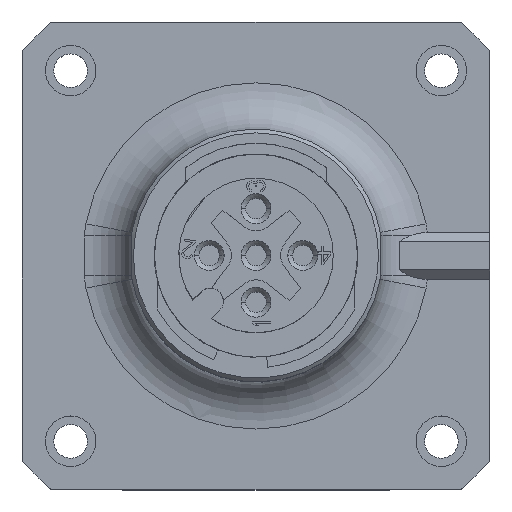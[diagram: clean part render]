
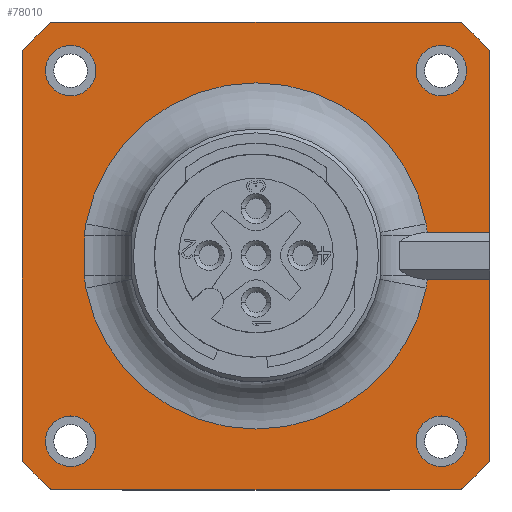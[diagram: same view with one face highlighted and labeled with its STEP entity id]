
A CAD part, top view. The second image highlights one B-rep face of the part: STEP entity #78010.
In plain terms, the highlighted planar face has unit normal (0, 0, 1).
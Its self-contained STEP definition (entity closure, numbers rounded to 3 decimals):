
#57460=CARTESIAN_POINT('',(9.089,1.718,
-0.95));
#57470=VERTEX_POINT('',#57460);
#57500=CARTESIAN_POINT('',(5.65,1.068,-0.95));
#57510=DIRECTION('',(0.,0.,1.));
#57520=DIRECTION('',(0.996,0.088,0.));
#57530=AXIS2_PLACEMENT_3D('',#57500,#57510,#57520);
#57540=CIRCLE('',#57530,3.5);
#57550=CARTESIAN_POINT('',(9.145,1.25,-0.95));
#57560=VERTEX_POINT('',#57550);
#57570=EDGE_CURVE('',#57560,#57470,#57540,.T.);
#59110=CARTESIAN_POINT('',(12.5,10.923,-0.95));
#59120=VERTEX_POINT('',#59110);
#59890=CARTESIAN_POINT('',(12.5,-10.923,-0.95));
#59900=VERTEX_POINT('',#59890);
#59930=CARTESIAN_POINT('',(12.5,0.,-0.95));
#59940=DIRECTION('',(0.,-1.,0.));
#59950=VECTOR('',#59940,1.);
#59960=LINE('',#59930,#59950);
#59970=CARTESIAN_POINT('',(12.5,-1.25,-0.95));
#59980=VERTEX_POINT('',#59970);
#59990=EDGE_CURVE('',#59980,#59900,#59960,.T.);
#60210=CARTESIAN_POINT('',(12.5,1.25,-0.95));
#60220=VERTEX_POINT('',#60210);
#60250=CARTESIAN_POINT('',(12.5,0.,-0.95));
#60260=DIRECTION('',(0.,1.,0.));
#60270=VECTOR('',#60260,1.);
#60280=LINE('',#60250,#60270);
#60290=EDGE_CURVE('',#60220,#59120,#60280,.T.);
#75500=CARTESIAN_POINT('',(0.,0.,-0.95));
#75510=DIRECTION('',(0.,0.,-1.));
#75520=DIRECTION('',(0.707,0.707,0.));
#75530=AXIS2_PLACEMENT_3D('',#75500,#75510,#75520);
#75540=CIRCLE('',#75530,16.6);
#75550=CARTESIAN_POINT('',(11.738,11.738,
-0.95));
#75560=VERTEX_POINT('',#75550);
#75570=EDGE_CURVE('',#75560,#59120,#75540,.T.);
#76080=CARTESIAN_POINT('',(-1.525,-10.775,-0.95));
#76090=DIRECTION('',(-0.,0.,1.));
#76100=DIRECTION('',(0.707,-0.707,0.));
#76110=AXIS2_PLACEMENT_3D('',#76080,#76090,#76100);
#76120=PLANE('',#76110);
#76130=CARTESIAN_POINT('',(9.9,-9.9,-0.95));
#76140=DIRECTION('',(0.,0.,1.));
#76150=DIRECTION('',(-1.,0.,0.));
#76160=AXIS2_PLACEMENT_3D('',#76130,#76140,#76150);
#76170=CIRCLE('',#76160,1.35);
#76180=CARTESIAN_POINT('',(11.25,-9.9,-0.95));
#76190=VERTEX_POINT('',#76180);
#76200=CARTESIAN_POINT('',(8.55,-9.9,-0.95));
#76210=VERTEX_POINT('',#76200);
#76220=EDGE_CURVE('',#76190,#76210,#76170,.T.);
#76230=ORIENTED_EDGE('',*,*,#76220,.F.);
#76240=EDGE_CURVE('',#76210,#76190,#76170,.T.);
#76250=ORIENTED_EDGE('',*,*,#76240,.F.);
#76260=EDGE_LOOP('',(#76250,#76230));
#76270=FACE_BOUND('',#76260,.T.);
#76280=CARTESIAN_POINT('',(9.9,9.9,-0.95));
#76290=DIRECTION('',(0.,0.,1.));
#76300=DIRECTION('',(-1.,0.,0.));
#76310=AXIS2_PLACEMENT_3D('',#76280,#76290,#76300);
#76320=CIRCLE('',#76310,1.35);
#76330=CARTESIAN_POINT('',(11.25,9.9,-0.95));
#76340=VERTEX_POINT('',#76330);
#76350=CARTESIAN_POINT('',(8.55,9.9,-0.95));
#76360=VERTEX_POINT('',#76350);
#76370=EDGE_CURVE('',#76340,#76360,#76320,.T.);
#76380=ORIENTED_EDGE('',*,*,#76370,.F.);
#76390=EDGE_CURVE('',#76360,#76340,#76320,.T.);
#76400=ORIENTED_EDGE('',*,*,#76390,.F.);
#76410=EDGE_LOOP('',(#76400,#76380));
#76420=FACE_BOUND('',#76410,.T.);
#76430=CARTESIAN_POINT('',(-9.9,9.9,-0.95));
#76440=DIRECTION('',(0.,0.,1.));
#76450=DIRECTION('',(-1.,0.,0.));
#76460=AXIS2_PLACEMENT_3D('',#76430,#76440,#76450);
#76470=CIRCLE('',#76460,1.35);
#76480=CARTESIAN_POINT('',(-11.25,9.9,-0.95));
#76490=VERTEX_POINT('',#76480);
#76500=CARTESIAN_POINT('',(-8.55,9.9,-0.95));
#76510=VERTEX_POINT('',#76500);
#76520=EDGE_CURVE('',#76490,#76510,#76470,.T.);
#76530=ORIENTED_EDGE('',*,*,#76520,.F.);
#76540=EDGE_CURVE('',#76510,#76490,#76470,.T.);
#76550=ORIENTED_EDGE('',*,*,#76540,.F.);
#76560=EDGE_LOOP('',(#76550,#76530));
#76570=FACE_BOUND('',#76560,.T.);
#76580=CARTESIAN_POINT('',(-9.9,-9.9,-0.95));
#76590=DIRECTION('',(0.,0.,1.));
#76600=DIRECTION('',(-1.,0.,0.));
#76610=AXIS2_PLACEMENT_3D('',#76580,#76590,#76600);
#76620=CIRCLE('',#76610,1.35);
#76630=CARTESIAN_POINT('',(-8.55,-9.9,-0.95));
#76640=VERTEX_POINT('',#76630);
#76650=CARTESIAN_POINT('',(-11.25,-9.9,-0.95));
#76660=VERTEX_POINT('',#76650);
#76670=EDGE_CURVE('',#76640,#76660,#76620,.T.);
#76680=ORIENTED_EDGE('',*,*,#76670,.F.);
#76690=EDGE_CURVE('',#76660,#76640,#76620,.T.);
#76700=ORIENTED_EDGE('',*,*,#76690,.F.);
#76710=EDGE_LOOP('',(#76700,#76680));
#76720=FACE_BOUND('',#76710,.T.);
#76730=CARTESIAN_POINT('',(-5.65,1.068,-0.95));
#76740=DIRECTION('',(0.,0.,-1.));
#76750=DIRECTION('',(1.,0.,0.));
#76760=AXIS2_PLACEMENT_3D('',#76730,#76740,#76750);
#76770=CIRCLE('',#76760,3.5);
#76780=CARTESIAN_POINT('',(-9.15,1.068,-0.95));
#76790=VERTEX_POINT('',#76780);
#76800=CARTESIAN_POINT('',(-9.089,1.718,
-0.95));
#76810=VERTEX_POINT('',#76800);
#76820=EDGE_CURVE('',#76790,#76810,#76770,.T.);
#76830=ORIENTED_EDGE('',*,*,#76820,.T.);
#76840=CARTESIAN_POINT('',(-9.15,0.,-0.95));
#76850=DIRECTION('',(0.,1.,0.));
#76860=VECTOR('',#76850,1.);
#76870=LINE('',#76840,#76860);
#76880=CARTESIAN_POINT('',(-9.15,-1.068,-0.95));
#76890=VERTEX_POINT('',#76880);
#76900=EDGE_CURVE('',#76890,#76790,#76870,.T.);
#76910=ORIENTED_EDGE('',*,*,#76900,.T.);
#76920=CARTESIAN_POINT('',(-5.65,-1.068,-0.95));
#76930=DIRECTION('',(0.,0.,-1.));
#76940=DIRECTION('',(1.,0.,0.));
#76950=AXIS2_PLACEMENT_3D('',#76920,#76930,#76940);
#76960=CIRCLE('',#76950,3.5);
#76970=CARTESIAN_POINT('',(-9.089,-1.718,-0.95));
#76980=VERTEX_POINT('',#76970);
#76990=EDGE_CURVE('',#76980,#76890,#76960,.T.);
#77000=ORIENTED_EDGE('',*,*,#76990,.T.);
#77010=CARTESIAN_POINT('',(0.,0.,-0.95));
#77020=DIRECTION('',(0.,0.,1.));
#77030=DIRECTION('',(-0.983,-0.186,0.));
#77040=AXIS2_PLACEMENT_3D('',#77010,#77020,#77030);
#77050=CIRCLE('',#77040,9.25);
#77060=CARTESIAN_POINT('',(9.089,-1.718,-0.95));
#77070=VERTEX_POINT('',#77060);
#77080=EDGE_CURVE('',#76980,#77070,#77050,.T.);
#77090=ORIENTED_EDGE('',*,*,#77080,.F.);
#77100=CARTESIAN_POINT('',(5.65,-1.068,-0.95));
#77110=DIRECTION('',(0.,0.,1.));
#77120=DIRECTION('',(0.983,-0.186,0.));
#77130=AXIS2_PLACEMENT_3D('',#77100,#77110,#77120);
#77140=CIRCLE('',#77130,3.5);
#77150=CARTESIAN_POINT('',(9.145,-1.25,-0.95));
#77160=VERTEX_POINT('',#77150);
#77170=EDGE_CURVE('',#77070,#77160,#77140,.T.);
#77180=ORIENTED_EDGE('',*,*,#77170,.F.);
#77190=CARTESIAN_POINT('',(0.,-1.25,-0.95));
#77200=DIRECTION('',(-1.,0.,0.));
#77210=VECTOR('',#77200,1.);
#77220=LINE('',#77190,#77210);
#77230=EDGE_CURVE('',#59980,#77160,#77220,.T.);
#77240=ORIENTED_EDGE('',*,*,#77230,.T.);
#77250=ORIENTED_EDGE('',*,*,#59990,.F.);
#77260=CARTESIAN_POINT('',(0.,0.,-0.95));
#77270=DIRECTION('',(0.,0.,-1.));
#77280=DIRECTION('',(0.707,0.707,0.));
#77290=AXIS2_PLACEMENT_3D('',#77260,#77270,#77280);
#77300=CIRCLE('',#77290,16.6);
#77310=CARTESIAN_POINT('',(10.923,-12.5,-0.95));
#77320=VERTEX_POINT('',#77310);
#77330=EDGE_CURVE('',#59900,#77320,#77300,.T.);
#77340=ORIENTED_EDGE('',*,*,#77330,.F.);
#77350=CARTESIAN_POINT('',(0.,-12.5,-0.95));
#77360=DIRECTION('',(-1.,0.,0.));
#77370=VECTOR('',#77360,1.);
#77380=LINE('',#77350,#77370);
#77390=CARTESIAN_POINT('',(-10.923,-12.5,
-0.95));
#77400=VERTEX_POINT('',#77390);
#77410=EDGE_CURVE('',#77320,#77400,#77380,.T.);
#77420=ORIENTED_EDGE('',*,*,#77410,.F.);
#77430=CARTESIAN_POINT('',(0.,0.,-0.95));
#77440=DIRECTION('',(0.,0.,-1.));
#77450=DIRECTION('',(0.707,0.707,0.));
#77460=AXIS2_PLACEMENT_3D('',#77430,#77440,#77450);
#77470=CIRCLE('',#77460,16.6);
#77480=CARTESIAN_POINT('',(-11.738,-11.738,
-0.95));
#77490=VERTEX_POINT('',#77480);
#77500=EDGE_CURVE('',#77400,#77490,#77470,.T.);
#77510=ORIENTED_EDGE('',*,*,#77500,.F.);
#77520=CARTESIAN_POINT('',(-12.5,-10.923,-0.95));
#77530=VERTEX_POINT('',#77520);
#77540=EDGE_CURVE('',#77490,#77530,#77470,.T.);
#77550=ORIENTED_EDGE('',*,*,#77540,.F.);
#77560=CARTESIAN_POINT('',(-12.5,0.,-0.95));
#77570=DIRECTION('',(0.,-1.,0.));
#77580=VECTOR('',#77570,1.);
#77590=LINE('',#77560,#77580);
#77600=CARTESIAN_POINT('',(-12.5,10.923,-0.95));
#77610=VERTEX_POINT('',#77600);
#77620=EDGE_CURVE('',#77610,#77530,#77590,.T.);
#77630=ORIENTED_EDGE('',*,*,#77620,.T.);
#77640=CARTESIAN_POINT('',(0.,0.,-0.95));
#77650=DIRECTION('',(0.,0.,-1.));
#77660=DIRECTION('',(0.707,0.707,0.));
#77670=AXIS2_PLACEMENT_3D('',#77640,#77650,#77660);
#77680=CIRCLE('',#77670,16.6);
#77690=CARTESIAN_POINT('',(-10.923,12.5,
-0.95));
#77700=VERTEX_POINT('',#77690);
#77710=EDGE_CURVE('',#77610,#77700,#77680,.T.);
#77720=ORIENTED_EDGE('',*,*,#77710,.F.);
#77730=CARTESIAN_POINT('',(0.,12.5,-0.95));
#77740=DIRECTION('',(1.,0.,0.));
#77750=VECTOR('',#77740,1.);
#77760=LINE('',#77730,#77750);
#77770=CARTESIAN_POINT('',(10.923,12.5,
-0.95));
#77780=VERTEX_POINT('',#77770);
#77790=EDGE_CURVE('',#77700,#77780,#77760,.T.);
#77800=ORIENTED_EDGE('',*,*,#77790,.F.);
#77810=EDGE_CURVE('',#77780,#75560,#75540,.T.);
#77820=ORIENTED_EDGE('',*,*,#77810,.F.);
#77830=ORIENTED_EDGE('',*,*,#75570,.F.);
#77840=ORIENTED_EDGE('',*,*,#60290,.T.);
#77850=CARTESIAN_POINT('',(0.,1.25,-0.95));
#77860=DIRECTION('',(-1.,0.,0.));
#77870=VECTOR('',#77860,1.);
#77880=LINE('',#77850,#77870);
#77890=EDGE_CURVE('',#60220,#57560,#77880,.T.);
#77900=ORIENTED_EDGE('',*,*,#77890,.F.);
#77910=ORIENTED_EDGE('',*,*,#57570,.F.);
#77920=CARTESIAN_POINT('',(0.,0.,-0.95));
#77930=DIRECTION('',(0.,0.,-1.));
#77940=DIRECTION('',(-1.,0.,0.));
#77950=AXIS2_PLACEMENT_3D('',#77920,#77930,#77940);
#77960=CIRCLE('',#77950,9.25);
#77970=EDGE_CURVE('',#76810,#57470,#77960,.T.);
#77980=ORIENTED_EDGE('',*,*,#77970,.T.);
#77990=EDGE_LOOP('',(#77980,#77910,#77900,#77840,#77830,#77820,#77800,
#77720,#77630,#77550,#77510,#77420,#77340,#77250,#77240,#77180,#77090,
#77000,#76910,#76830));
#78000=FACE_OUTER_BOUND('',#77990,.T.);
#78010=ADVANCED_FACE('',(#76270,#76420,#76570,#76720,#78000),#76120,.T.)
;
